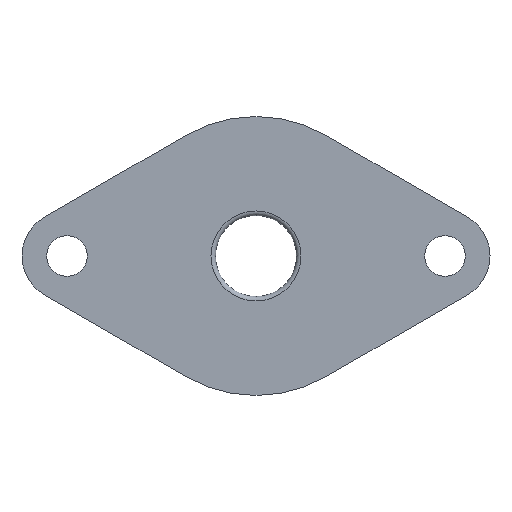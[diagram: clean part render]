
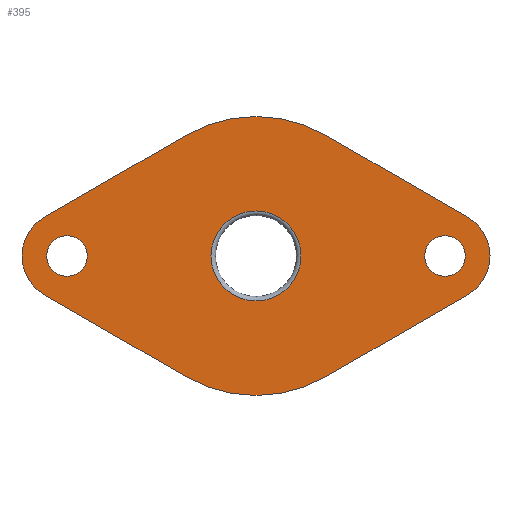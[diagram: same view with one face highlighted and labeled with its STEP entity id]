
A CAD part, front view. The second image highlights one B-rep face of the part: STEP entity #395.
In plain terms, the highlighted planar face has unit normal (0, -1, 0).
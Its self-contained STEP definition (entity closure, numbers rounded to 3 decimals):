
#15=FACE_BOUND('',#114,.T.);
#16=FACE_BOUND('',#115,.T.);
#17=FACE_BOUND('',#116,.T.);
#24=PLANE('',#439);
#34=LINE('',#652,#56);
#35=LINE('',#656,#57);
#36=LINE('',#660,#58);
#37=LINE('',#663,#59);
#56=VECTOR('',#513,10.);
#57=VECTOR('',#516,10.);
#58=VECTOR('',#519,10.);
#59=VECTOR('',#522,10.);
#89=FACE_OUTER_BOUND('',#113,.T.);
#113=EDGE_LOOP('',(#285,#286,#287,#288,#289,#290,#291,#292));
#114=EDGE_LOOP('',(#293));
#115=EDGE_LOOP('',(#294));
#116=EDGE_LOOP('',(#295));
#144=CIRCLE('',#432,10.);
#150=CIRCLE('',#440,31.);
#151=CIRCLE('',#441,10.);
#152=CIRCLE('',#442,31.);
#153=CIRCLE('',#443,10.);
#154=CIRCLE('',#444,4.5);
#155=CIRCLE('',#445,4.5);
#179=VERTEX_POINT('',#634);
#184=VERTEX_POINT('',#648);
#185=VERTEX_POINT('',#649);
#186=VERTEX_POINT('',#651);
#187=VERTEX_POINT('',#653);
#188=VERTEX_POINT('',#655);
#189=VERTEX_POINT('',#657);
#190=VERTEX_POINT('',#659);
#191=VERTEX_POINT('',#661);
#192=VERTEX_POINT('',#664);
#193=VERTEX_POINT('',#666);
#217=EDGE_CURVE('',#179,#179,#144,.T.);
#224=EDGE_CURVE('',#184,#185,#150,.T.);
#225=EDGE_CURVE('',#184,#186,#34,.T.);
#226=EDGE_CURVE('',#187,#186,#151,.T.);
#227=EDGE_CURVE('',#188,#187,#35,.T.);
#228=EDGE_CURVE('',#189,#188,#152,.T.);
#229=EDGE_CURVE('',#189,#190,#36,.T.);
#230=EDGE_CURVE('',#191,#190,#153,.T.);
#231=EDGE_CURVE('',#185,#191,#37,.T.);
#232=EDGE_CURVE('',#192,#192,#154,.T.);
#233=EDGE_CURVE('',#193,#193,#155,.T.);
#285=ORIENTED_EDGE('',*,*,#224,.F.);
#286=ORIENTED_EDGE('',*,*,#225,.T.);
#287=ORIENTED_EDGE('',*,*,#226,.F.);
#288=ORIENTED_EDGE('',*,*,#227,.F.);
#289=ORIENTED_EDGE('',*,*,#228,.F.);
#290=ORIENTED_EDGE('',*,*,#229,.T.);
#291=ORIENTED_EDGE('',*,*,#230,.F.);
#292=ORIENTED_EDGE('',*,*,#231,.F.);
#293=ORIENTED_EDGE('',*,*,#232,.T.);
#294=ORIENTED_EDGE('',*,*,#233,.T.);
#295=ORIENTED_EDGE('',*,*,#217,.F.);
#395=ADVANCED_FACE('',(#89,#15,#16,#17),#24,.F.);
#432=AXIS2_PLACEMENT_3D('',#635,#494,#495);
#439=AXIS2_PLACEMENT_3D('',#647,#509,#510);
#440=AXIS2_PLACEMENT_3D('',#650,#511,#512);
#441=AXIS2_PLACEMENT_3D('',#654,#514,#515);
#442=AXIS2_PLACEMENT_3D('',#658,#517,#518);
#443=AXIS2_PLACEMENT_3D('',#662,#520,#521);
#444=AXIS2_PLACEMENT_3D('',#665,#523,#524);
#445=AXIS2_PLACEMENT_3D('',#667,#525,#526);
#494=DIRECTION('center_axis',(0.,-1.,0.));
#495=DIRECTION('ref_axis',(0.,0.,1.));
#509=DIRECTION('center_axis',(0.,1.,0.));
#510=DIRECTION('ref_axis',(1.,0.,0.));
#511=DIRECTION('center_axis',(0.,1.,0.));
#512=DIRECTION('ref_axis',(1.,0.,0.));
#513=DIRECTION('',(-0.866,0.,-0.5));
#514=DIRECTION('center_axis',(0.,1.,0.));
#515=DIRECTION('ref_axis',(1.,0.,0.));
#516=DIRECTION('',(-0.866,0.,0.5));
#517=DIRECTION('center_axis',(0.,1.,0.));
#518=DIRECTION('ref_axis',(1.,0.,0.));
#519=DIRECTION('',(0.866,0.,0.5));
#520=DIRECTION('center_axis',(0.,1.,0.));
#521=DIRECTION('ref_axis',(1.,0.,0.));
#522=DIRECTION('',(0.866,0.,-0.5));
#523=DIRECTION('center_axis',(0.,1.,0.));
#524=DIRECTION('ref_axis',(0.,0.,1.));
#525=DIRECTION('center_axis',(0.,1.,0.));
#526=DIRECTION('ref_axis',(0.,0.,1.));
#634=CARTESIAN_POINT('',(0.,0.,-10.));
#635=CARTESIAN_POINT('Origin',(0.,0.,0.));
#647=CARTESIAN_POINT('Origin',(0.,0.,0.));
#648=CARTESIAN_POINT('',(-15.5,0.,26.847));
#649=CARTESIAN_POINT('',(15.5,0.,26.847));
#650=CARTESIAN_POINT('Origin',(0.,0.,0.));
#651=CARTESIAN_POINT('',(-47.,0.,8.66));
#652=CARTESIAN_POINT('',(-15.5,0.,26.847));
#653=CARTESIAN_POINT('',(-47.,0.,-8.66));
#654=CARTESIAN_POINT('Origin',(-42.,0.,0.));
#655=CARTESIAN_POINT('',(-15.5,0.,-26.847));
#656=CARTESIAN_POINT('',(-15.5,0.,-26.847));
#657=CARTESIAN_POINT('',(15.5,0.,-26.847));
#658=CARTESIAN_POINT('Origin',(0.,0.,0.));
#659=CARTESIAN_POINT('',(47.,0.,-8.66));
#660=CARTESIAN_POINT('',(15.5,0.,-26.847));
#661=CARTESIAN_POINT('',(47.,0.,8.66));
#662=CARTESIAN_POINT('Origin',(42.,0.,0.));
#663=CARTESIAN_POINT('',(15.5,0.,26.847));
#664=CARTESIAN_POINT('',(42.,0.,-4.5));
#665=CARTESIAN_POINT('Origin',(42.,0.,0.));
#666=CARTESIAN_POINT('',(-42.,0.,-4.5));
#667=CARTESIAN_POINT('Origin',(-42.,0.,0.));
